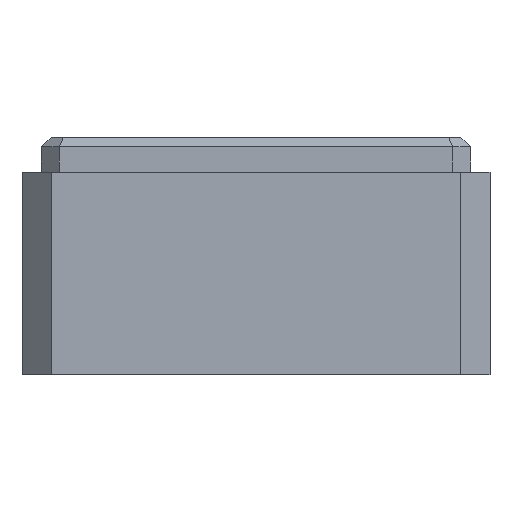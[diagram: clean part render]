
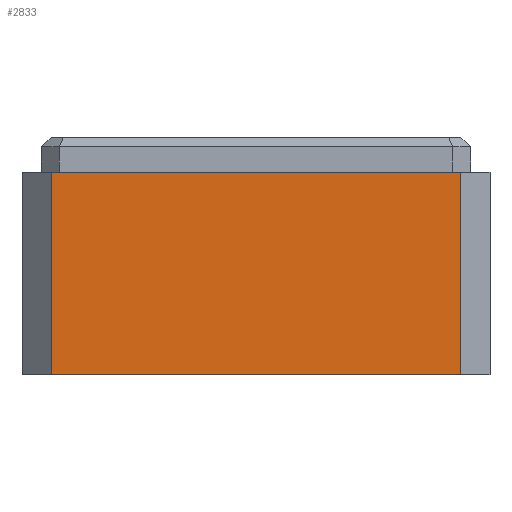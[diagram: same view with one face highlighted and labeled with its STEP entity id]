
A CAD part, front view. The second image highlights one B-rep face of the part: STEP entity #2833.
In plain terms, the highlighted planar face has unit normal (0, -1, 0).
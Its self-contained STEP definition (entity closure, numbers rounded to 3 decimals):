
#252=FACE_OUTER_BOUND('',#412,.T.);
#412=EDGE_LOOP('',(#2572,#2573,#2574,#2575));
#532=LINE('',#4710,#830);
#661=LINE('',#5012,#959);
#711=LINE('',#5107,#1009);
#712=LINE('',#5109,#1010);
#830=VECTOR('',#3163,10.);
#959=VECTOR('',#3410,10.);
#1009=VECTOR('',#3526,10.);
#1010=VECTOR('',#3529,10.);
#1240=VERTEX_POINT('',#4707);
#1241=VERTEX_POINT('',#4709);
#1354=VERTEX_POINT('',#5009);
#1355=VERTEX_POINT('',#5011);
#1574=EDGE_CURVE('',#1240,#1241,#532,.T.);
#1723=EDGE_CURVE('',#1354,#1355,#661,.T.);
#1773=EDGE_CURVE('',#1241,#1354,#711,.T.);
#1774=EDGE_CURVE('',#1240,#1355,#712,.T.);
#2572=ORIENTED_EDGE('',*,*,#1773,.F.);
#2573=ORIENTED_EDGE('',*,*,#1574,.F.);
#2574=ORIENTED_EDGE('',*,*,#1774,.T.);
#2575=ORIENTED_EDGE('',*,*,#1723,.F.);
#2683=PLANE('',#2977);
#2833=ADVANCED_FACE('',(#252),#2683,.T.);
#2977=AXIS2_PLACEMENT_3D('',#5108,#3527,#3528);
#3163=DIRECTION('',(-1.,0.,0.));
#3410=DIRECTION('',(1.,0.,0.));
#3526=DIRECTION('',(0.,0.,1.));
#3527=DIRECTION('center_axis',(0.,-1.,0.));
#3528=DIRECTION('ref_axis',(-1.,0.,0.));
#3529=DIRECTION('',(0.,0.,1.));
#4707=CARTESIAN_POINT('',(10.5,-18.998,-2.));
#4709=CARTESIAN_POINT('',(-10.5,-18.998,-2.));
#4710=CARTESIAN_POINT('',(-10.5,-18.998,-2.));
#5009=CARTESIAN_POINT('',(-10.5,-18.998,8.4));
#5011=CARTESIAN_POINT('',(10.5,-18.998,8.4));
#5012=CARTESIAN_POINT('',(-10.5,-18.998,8.4));
#5107=CARTESIAN_POINT('',(-10.5,-18.998,0.));
#5108=CARTESIAN_POINT('Origin',(10.5,-18.998,0.));
#5109=CARTESIAN_POINT('',(10.5,-18.998,0.));
